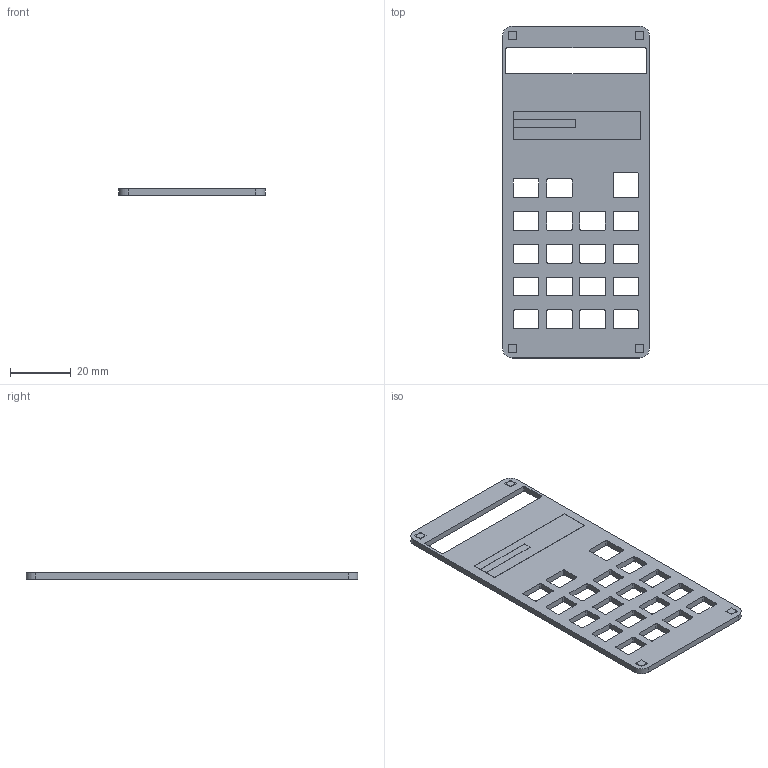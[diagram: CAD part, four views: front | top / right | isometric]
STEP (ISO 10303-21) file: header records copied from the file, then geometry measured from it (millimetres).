
FILE_DESCRIPTION(/* description */ (''),/* implementation_level */ '2;1');
FILE_NAME(/* name */ '798cf207-dc48-4d82-af36-d061b1b665d9.stp',/* time_stamp */ '2018-11-22T21:07:01+00:00',/* author */ (''),/* organization */ (''),/* preprocessor_version */ 'ST-DEVELOPER v17.2',/* originating_system */ 'Autodesk Translation Framework v7.6.0.251',/* authorisation */ '');
FILE_SCHEMA (('AUTOMOTIVE_DESIGN { 1 0 10303 214 3 1 1 }'));
Length unit declared in the file: millimetre
Products named in the file (7): 798cf207-dc48-4d82-af36-d061b1b665d9; PCB Component; Board; HOLE_3-48_NO-STOP; SILK_REF_TEXT; SILK_SINCLAIR_LOGO; SILK_SIGNATURES
Assembly tree (9 placements, depth 3):
  798cf207-dc48-4d82-af36-d061b1b665d9
    PCB Component
      Board
      HOLE_3-48_NO-STOP  x4
      SILK_REF_TEXT
      SILK_SINCLAIR_LOGO
      SILK_SIGNATURES
Bounding box: 48.26 x 109.22 x 2.2 mm (x, y, z)
Volume: 7816.7 mm3; surface area: 12365.9 mm2
Topology: 8 solids, 8 shells, 216 faces, 600 edges, 400 vertices
Faces by surface type: plane 128, cylinder 88
Full cylindrical faces by diameter (mm): 2.667 x4
Entity records: 6830 total; most frequent: DIRECTION 1168, CARTESIAN_POINT 1154, ORIENTED_EDGE 1128, EDGE_CURVE 564, AXIS2_PLACEMENT_3D 390, LINE 388, VECTOR 388, VERTEX_POINT 376
